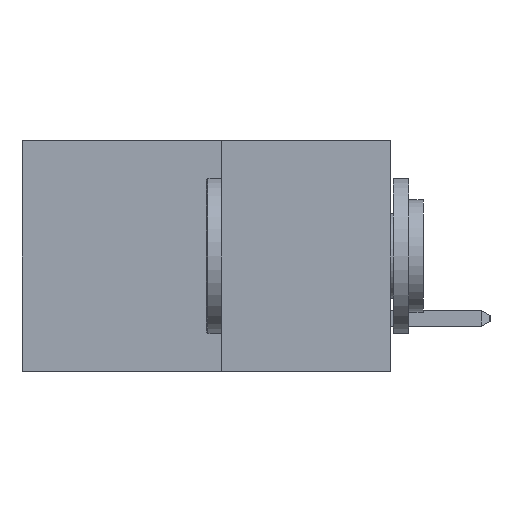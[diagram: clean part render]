
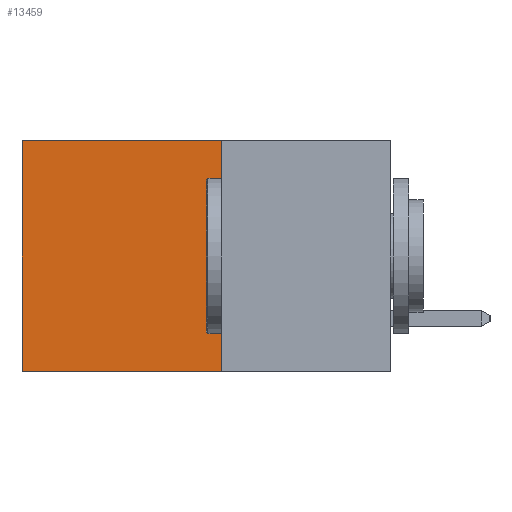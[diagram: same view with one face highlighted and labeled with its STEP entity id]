
A CAD part, left-side view. The second image highlights one B-rep face of the part: STEP entity #13459.
In plain terms, the highlighted planar face has unit normal (-1, 0, 0).
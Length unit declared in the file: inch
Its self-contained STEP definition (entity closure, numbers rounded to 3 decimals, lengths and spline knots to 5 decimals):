
#165 = CARTESIAN_POINT ( 'NONE',  ( 0.277, 0.27, 0. ) ) ;
#808 = CARTESIAN_POINT ( 'NONE',  ( 0.277, 0.27, -0.37 ) ) ;
#933 = EDGE_LOOP ( 'NONE', ( #7500, #8829, #4952, #6067 ) ) ;
#1506 = VERTEX_POINT ( 'NONE', #8821 ) ;
#1530 = VERTEX_POINT ( 'NONE', #2812 ) ;
#1869 = LINE ( 'NONE', #11612, #2273 ) ;
#2030 = DIRECTION ( 'NONE',  ( 0., 0., -1. ) ) ;
#2273 = VECTOR ( 'NONE', #4353, 39.37008 ) ;
#2769 = DIRECTION ( 'NONE',  ( 0., 1., 0. ) ) ;
#2812 = CARTESIAN_POINT ( 'NONE',  ( 0.277, 0.27, -0.37 ) ) ;
#2875 = CARTESIAN_POINT ( 'NONE',  ( 0.277, 0.27, -0.37 ) ) ;
#2905 = EDGE_CURVE ( 'NONE', #1506, #15412, #14692, .T. ) ;
#3440 = DIRECTION ( 'NONE',  ( 0., 0., -1. ) ) ;
#3602 = CARTESIAN_POINT ( 'NONE',  ( 0.277, 0.59, -0.37 ) ) ;
#4353 = DIRECTION ( 'NONE',  ( 0., 0., -1. ) ) ;
#4867 = FACE_OUTER_BOUND ( 'NONE', #933, .T. ) ;
#4952 = ORIENTED_EDGE ( 'NONE', *, *, #13842, .F. ) ;
#5127 = CARTESIAN_POINT ( 'NONE',  ( 0.277, 0.27, 0. ) ) ;
#5133 = DIRECTION ( 'NONE',  ( 0., 1., 0. ) ) ;
#5162 = VECTOR ( 'NONE', #3440, 39.37008 ) ;
#5509 = VERTEX_POINT ( 'NONE', #5127 ) ;
#6067 = ORIENTED_EDGE ( 'NONE', *, *, #13631, .T. ) ;
#6135 = CARTESIAN_POINT ( 'NONE',  ( 0.277, 0.59, -0.37 ) ) ;
#6342 = LINE ( 'NONE', #2875, #15421 ) ;
#7500 = ORIENTED_EDGE ( 'NONE', *, *, #2905, .T. ) ;
#7900 = EDGE_CURVE ( 'NONE', #1530, #15412, #6342, .T. ) ;
#8634 = LINE ( 'NONE', #165, #14934 ) ;
#8821 = CARTESIAN_POINT ( 'NONE',  ( 0.277, 0.59, 0. ) ) ;
#8829 = ORIENTED_EDGE ( 'NONE', *, *, #7900, .F. ) ;
#9416 = DIRECTION ( 'NONE',  ( 1., 0., 0. ) ) ;
#11612 = CARTESIAN_POINT ( 'NONE',  ( 0.277, 0.27, -0.37 ) ) ;
#13459 = ADVANCED_FACE ( 'NONE', ( #4867 ), #15263, .F. ) ;
#13631 = EDGE_CURVE ( 'NONE', #5509, #1506, #8634, .T. ) ;
#13842 = EDGE_CURVE ( 'NONE', #5509, #1530, #1869, .T. ) ;
#14538 = AXIS2_PLACEMENT_3D ( 'NONE', #808, #9416, #2030 ) ;
#14692 = LINE ( 'NONE', #6135, #5162 ) ;
#14934 = VECTOR ( 'NONE', #5133, 39.37008 ) ;
#15263 = PLANE ( 'NONE',  #14538 ) ;
#15412 = VERTEX_POINT ( 'NONE', #3602 ) ;
#15421 = VECTOR ( 'NONE', #2769, 39.37008 ) ;
